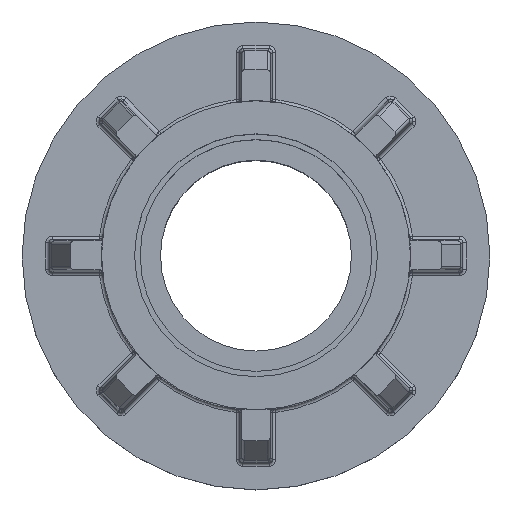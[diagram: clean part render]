
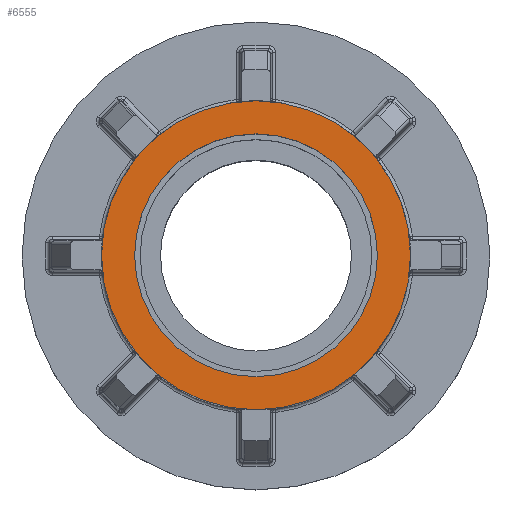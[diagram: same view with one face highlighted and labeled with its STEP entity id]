
A CAD part, top view. The second image highlights one B-rep face of the part: STEP entity #6555.
In plain terms, the highlighted planar face has unit normal (0, 0, 1).
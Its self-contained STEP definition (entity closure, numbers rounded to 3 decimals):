
#117 = ORIENTED_EDGE ( 'NONE', *, *, #3927, .F. ) ;
#763 = CARTESIAN_POINT ( 'NONE',  ( -11., 0., 43. ) ) ;
#819 = ORIENTED_EDGE ( 'NONE', *, *, #2181, .T. ) ;
#959 = DIRECTION ( 'NONE',  ( 1., 0., 0. ) ) ;
#1054 = CIRCLE ( 'NONE', #6710, 11. ) ;
#1139 = VERTEX_POINT ( 'NONE', #763 ) ;
#1525 = CIRCLE ( 'NONE', #7807, 14. ) ;
#1615 = EDGE_CURVE ( 'NONE', #6901, #4963, #3546, .T. ) ;
#1657 = DIRECTION ( 'NONE',  ( 0., 0., 1. ) ) ;
#1751 = VERTEX_POINT ( 'NONE', #2734 ) ;
#2181 = EDGE_CURVE ( 'NONE', #4963, #6901, #1525, .T. ) ;
#2243 = DIRECTION ( 'NONE',  ( 0., 0., 1. ) ) ;
#2673 = EDGE_CURVE ( 'NONE', #1139, #1751, #1054, .T. ) ;
#2734 = CARTESIAN_POINT ( 'NONE',  ( 11., 0., 43. ) ) ;
#2898 = CARTESIAN_POINT ( 'NONE',  ( 0., 0., 43. ) ) ;
#3133 = DIRECTION ( 'NONE',  ( 0., 0., 1. ) ) ;
#3188 = AXIS2_PLACEMENT_3D ( 'NONE', #6139, #1657, #6850 ) ;
#3546 = CIRCLE ( 'NONE', #9311, 14. ) ;
#3641 = DIRECTION ( 'NONE',  ( 1., 0., 0. ) ) ;
#3927 = EDGE_CURVE ( 'NONE', #1751, #1139, #7981, .T. ) ;
#4036 = FACE_BOUND ( 'NONE', #4614, .T. ) ;
#4614 = EDGE_LOOP ( 'NONE', ( #117, #4840 ) ) ;
#4734 = CARTESIAN_POINT ( 'NONE',  ( 0., 0., 43. ) ) ;
#4840 = ORIENTED_EDGE ( 'NONE', *, *, #2673, .F. ) ;
#4963 = VERTEX_POINT ( 'NONE', #8566 ) ;
#5273 = AXIS2_PLACEMENT_3D ( 'NONE', #4734, #5459, #959 ) ;
#5459 = DIRECTION ( 'NONE',  ( 0., 0., 1. ) ) ;
#5774 = FACE_OUTER_BOUND ( 'NONE', #6333, .T. ) ;
#6139 = CARTESIAN_POINT ( 'NONE',  ( 0., 0., 43. ) ) ;
#6333 = EDGE_LOOP ( 'NONE', ( #6727, #819 ) ) ;
#6555 = ADVANCED_FACE ( 'NONE', ( #4036, #5774 ), #8999, .T. ) ;
#6684 = CARTESIAN_POINT ( 'NONE',  ( 0., 0., 43. ) ) ;
#6710 = AXIS2_PLACEMENT_3D ( 'NONE', #6684, #2243, #7388 ) ;
#6727 = ORIENTED_EDGE ( 'NONE', *, *, #1615, .T. ) ;
#6850 = DIRECTION ( 'NONE',  ( 1., 0., 0. ) ) ;
#6901 = VERTEX_POINT ( 'NONE', #8739 ) ;
#7388 = DIRECTION ( 'NONE',  ( 1., 0., 0. ) ) ;
#7535 = CARTESIAN_POINT ( 'NONE',  ( 0., 0., 43. ) ) ;
#7807 = AXIS2_PLACEMENT_3D ( 'NONE', #2898, #8019, #3641 ) ;
#7981 = CIRCLE ( 'NONE', #3188, 11. ) ;
#8019 = DIRECTION ( 'NONE',  ( 0., 0., 1. ) ) ;
#8251 = DIRECTION ( 'NONE',  ( 1., 0., 0. ) ) ;
#8566 = CARTESIAN_POINT ( 'NONE',  ( 14., 0., 43. ) ) ;
#8739 = CARTESIAN_POINT ( 'NONE',  ( -14., 0., 43. ) ) ;
#8999 = PLANE ( 'NONE',  #5273 ) ;
#9311 = AXIS2_PLACEMENT_3D ( 'NONE', #7535, #3133, #8251 ) ;
